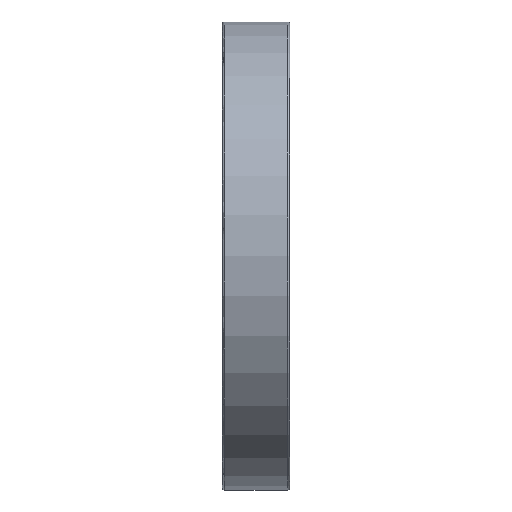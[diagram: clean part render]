
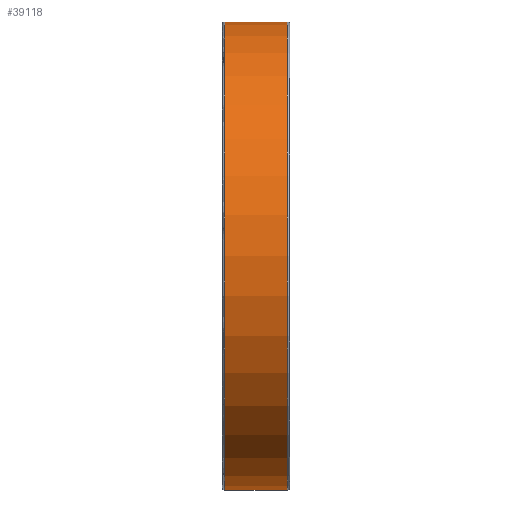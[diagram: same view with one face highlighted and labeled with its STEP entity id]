
A CAD part, top view. The second image highlights one B-rep face of the part: STEP entity #39118.
In plain terms, the highlighted cylindrical face has radius 62.5 mm (diameter 125 mm), a partial arc.
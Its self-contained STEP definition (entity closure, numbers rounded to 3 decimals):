
#28445=DIRECTION('',(-1.,0.,0.));
#28446=VECTOR('',#28445,16.8);
#28447=CARTESIAN_POINT('',(8.4,62.5,0.));
#28448=LINE('',#28447,#28446);
#28452=DIRECTION('',(-1.,0.,0.));
#28453=VECTOR('',#28452,16.8);
#28454=CARTESIAN_POINT('',(8.4,-62.5,0.));
#28455=LINE('',#28454,#28453);
#28467=CARTESIAN_POINT('',(8.4,0.,0.));
#28468=DIRECTION('',(1.,0.,0.));
#28469=DIRECTION('',(0.,1.,0.));
#28470=AXIS2_PLACEMENT_3D('',#28467,#28468,#28469);
#28475=CARTESIAN_POINT('',(-8.4,0.,0.));
#28476=DIRECTION('',(1.,0.,0.));
#28477=DIRECTION('',(0.,1.,0.));
#28478=AXIS2_PLACEMENT_3D('',#28475,#28476,#28477);
#35864=CARTESIAN_POINT('',(8.4,62.5,0.));
#35865=CARTESIAN_POINT('',(-8.4,62.5,0.));
#35866=VERTEX_POINT('',#35864);
#35867=VERTEX_POINT('',#35865);
#35876=CARTESIAN_POINT('',(8.4,-62.5,0.));
#35877=CARTESIAN_POINT('',(-8.4,-62.5,0.));
#35878=VERTEX_POINT('',#35876);
#35879=VERTEX_POINT('',#35877);
#39106=CARTESIAN_POINT('',(-9.9,0.,0.));
#39107=DIRECTION('',(1.,0.,0.));
#39108=DIRECTION('',(0.,-1.,0.));
#39109=AXIS2_PLACEMENT_3D('',#39106,#39107,#39108);
#39110=CYLINDRICAL_SURFACE('',#39109,62.5);
#39111=ORIENTED_EDGE('',*,*,#39096,.F.);
#39112=ORIENTED_EDGE('',*,*,#39073,.T.);
#39113=ORIENTED_EDGE('',*,*,#39100,.T.);
#39115=ORIENTED_EDGE('',*,*,#39114,.F.);
#39116=EDGE_LOOP('',(#39111,#39112,#39113,#39115));
#39117=FACE_OUTER_BOUND('',#39116,.F.);
#28471=CIRCLE('',#28470,62.5);
#28479=CIRCLE('',#28478,62.5);
#39073=EDGE_CURVE('',#35866,#35878,#28471,.T.);
#39096=EDGE_CURVE('',#35866,#35867,#28448,.T.);
#39100=EDGE_CURVE('',#35878,#35879,#28455,.T.);
#39114=EDGE_CURVE('',#35867,#35879,#28479,.T.);
#39118=ADVANCED_FACE('',(#39117),#39110,.T.);
